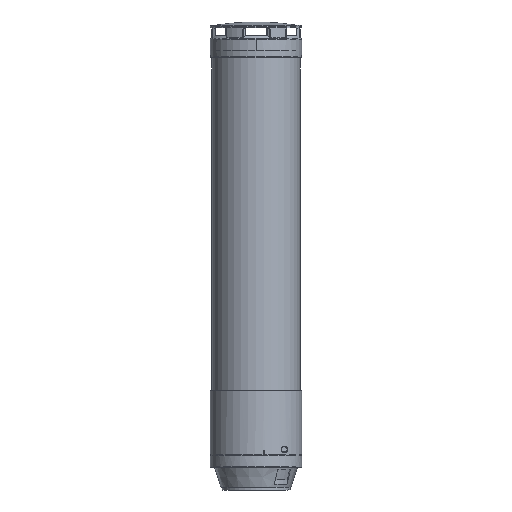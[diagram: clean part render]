
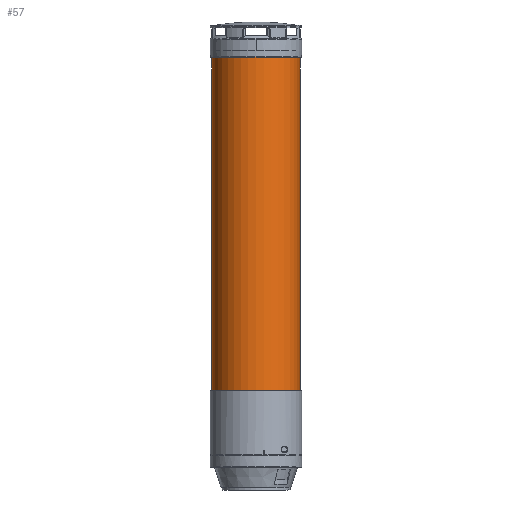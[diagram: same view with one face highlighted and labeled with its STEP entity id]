
A CAD part, front view. The second image highlights one B-rep face of the part: STEP entity #57.
In plain terms, the highlighted cylindrical face has radius 35 mm (diameter 70 mm), a partial arc.
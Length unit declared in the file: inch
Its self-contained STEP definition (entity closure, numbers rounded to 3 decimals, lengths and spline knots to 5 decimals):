
#57 = ADVANCED_FACE ( 'NONE', ( #17549 ), #11570, .T. ) ;
#741 = CIRCLE ( 'NONE', #13523, 1.37795 ) ;
#1243 = ORIENTED_EDGE ( 'NONE', *, *, #3902, .T. ) ;
#1606 = DIRECTION ( 'NONE',  ( 0., 0., 1. ) ) ;
#1712 = LINE ( 'NONE', #3059, #3817 ) ;
#2666 = CARTESIAN_POINT ( 'NONE',  ( -1.37795, 0., 1.90833 ) ) ;
#2705 = DIRECTION ( 'NONE',  ( 0., 0., -1. ) ) ;
#3059 = CARTESIAN_POINT ( 'NONE',  ( 1.37795, 0., 1.90157 ) ) ;
#3766 = VERTEX_POINT ( 'NONE', #9239 ) ;
#3817 = VECTOR ( 'NONE', #1606, 39.37008 ) ;
#3902 = EDGE_CURVE ( 'NONE', #18462, #9947, #741, .T. ) ;
#4455 = DIRECTION ( 'NONE',  ( 1., 0., 0. ) ) ;
#4568 = ORIENTED_EDGE ( 'NONE', *, *, #17770, .T. ) ;
#4585 = EDGE_LOOP ( 'NONE', ( #17344, #1243, #17681, #4568 ) ) ;
#4617 = LINE ( 'NONE', #4906, #16985 ) ;
#4906 = CARTESIAN_POINT ( 'NONE',  ( -1.37795, 0., 1.90157 ) ) ;
#5704 = DIRECTION ( 'NONE',  ( 0., 0., 1. ) ) ;
#7075 = CARTESIAN_POINT ( 'NONE',  ( 0., 0., 1.90833 ) ) ;
#7097 = CARTESIAN_POINT ( 'NONE',  ( 0., 0., 12.5243 ) ) ;
#8740 = CARTESIAN_POINT ( 'NONE',  ( 0., 0., 1.90157 ) ) ;
#8769 = CIRCLE ( 'NONE', #12199, 1.37795 ) ;
#8831 = EDGE_CURVE ( 'NONE', #18462, #3766, #4617, .T. ) ;
#9239 = CARTESIAN_POINT ( 'NONE',  ( -1.37795, 0., 12.5243 ) ) ;
#9883 = AXIS2_PLACEMENT_3D ( 'NONE', #8740, #5704, #16090 ) ;
#9947 = VERTEX_POINT ( 'NONE', #15690 ) ;
#11570 = CYLINDRICAL_SURFACE ( 'NONE', #9883, 1.37795 ) ;
#12199 = AXIS2_PLACEMENT_3D ( 'NONE', #7097, #2705, #4455 ) ;
#13034 = DIRECTION ( 'NONE',  ( 1., 0., 0. ) ) ;
#13523 = AXIS2_PLACEMENT_3D ( 'NONE', #7075, #16082, #13034 ) ;
#13699 = DIRECTION ( 'NONE',  ( 0., 0., 1. ) ) ;
#14390 = EDGE_CURVE ( 'NONE', #9947, #17392, #1712, .T. ) ;
#15690 = CARTESIAN_POINT ( 'NONE',  ( 1.37795, 0., 1.90833 ) ) ;
#16082 = DIRECTION ( 'NONE',  ( 0., 0., 1. ) ) ;
#16090 = DIRECTION ( 'NONE',  ( 1., 0., 0. ) ) ;
#16811 = CARTESIAN_POINT ( 'NONE',  ( 1.37795, 0., 12.5243 ) ) ;
#16985 = VECTOR ( 'NONE', #13699, 39.37008 ) ;
#17344 = ORIENTED_EDGE ( 'NONE', *, *, #8831, .F. ) ;
#17392 = VERTEX_POINT ( 'NONE', #16811 ) ;
#17549 = FACE_OUTER_BOUND ( 'NONE', #4585, .T. ) ;
#17681 = ORIENTED_EDGE ( 'NONE', *, *, #14390, .T. ) ;
#17770 = EDGE_CURVE ( 'NONE', #17392, #3766, #8769, .T. ) ;
#18462 = VERTEX_POINT ( 'NONE', #2666 ) ;
